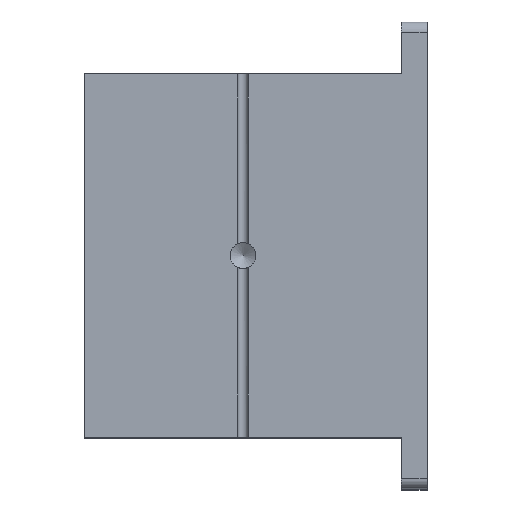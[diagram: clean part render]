
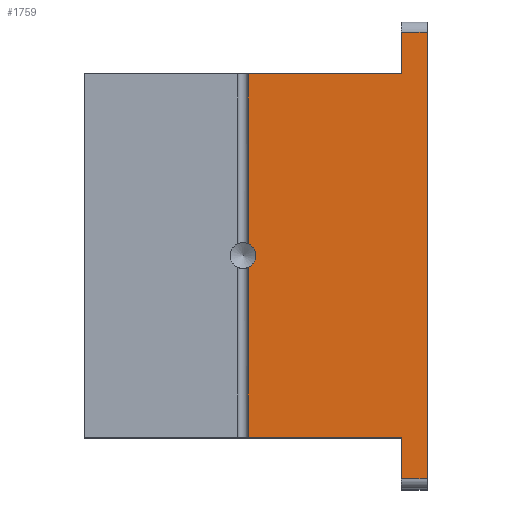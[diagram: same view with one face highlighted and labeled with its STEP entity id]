
A CAD part, top view. The second image highlights one B-rep face of the part: STEP entity #1759.
In plain terms, the highlighted planar face has unit normal (0, 0, 1).
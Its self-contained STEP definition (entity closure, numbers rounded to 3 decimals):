
#83=PLANE('',#1916);
#148=FACE_OUTER_BOUND('',#238,.T.);
#238=EDGE_LOOP('',(#1375,#1376,#1377,#1378,#1379,#1380,#1381,#1382,#1383,
#1384));
#311=CIRCLE('',#1855,2.489);
#392=LINE('',#2582,#568);
#394=LINE('',#2591,#570);
#400=LINE('',#2621,#576);
#405=LINE('',#2640,#581);
#417=LINE('',#2682,#593);
#422=LINE('',#2693,#598);
#425=LINE('',#2706,#601);
#429=LINE('',#2716,#605);
#490=LINE('',#2889,#666);
#568=VECTOR('',#2021,10.);
#570=VECTOR('',#2029,10.);
#576=VECTOR('',#2037,10.);
#581=VECTOR('',#2052,10.);
#593=VECTOR('',#2090,10.);
#598=VECTOR('',#2101,10.);
#601=VECTOR('',#2114,10.);
#605=VECTOR('',#2124,10.);
#666=VECTOR('',#2281,10.);
#746=VERTEX_POINT('',#2561);
#748=VERTEX_POINT('',#2581);
#750=VERTEX_POINT('',#2587);
#752=VERTEX_POINT('',#2590);
#757=VERTEX_POINT('',#2619);
#766=VERTEX_POINT('',#2639);
#782=VERTEX_POINT('',#2679);
#783=VERTEX_POINT('',#2681);
#790=VERTEX_POINT('',#2703);
#791=VERTEX_POINT('',#2705);
#918=EDGE_CURVE('',#748,#746,#392,.T.);
#922=EDGE_CURVE('',#752,#750,#394,.T.);
#929=EDGE_CURVE('',#750,#757,#400,.T.);
#938=EDGE_CURVE('',#766,#748,#405,.T.);
#956=EDGE_CURVE('',#746,#752,#311,.T.);
#959=EDGE_CURVE('',#782,#783,#417,.T.);
#965=EDGE_CURVE('',#757,#783,#422,.T.);
#971=EDGE_CURVE('',#790,#791,#425,.T.);
#977=EDGE_CURVE('',#790,#766,#429,.T.);
#1063=EDGE_CURVE('',#782,#791,#490,.T.);
#1375=ORIENTED_EDGE('',*,*,#922,.T.);
#1376=ORIENTED_EDGE('',*,*,#929,.T.);
#1377=ORIENTED_EDGE('',*,*,#965,.T.);
#1378=ORIENTED_EDGE('',*,*,#959,.F.);
#1379=ORIENTED_EDGE('',*,*,#1063,.T.);
#1380=ORIENTED_EDGE('',*,*,#971,.F.);
#1381=ORIENTED_EDGE('',*,*,#977,.T.);
#1382=ORIENTED_EDGE('',*,*,#938,.T.);
#1383=ORIENTED_EDGE('',*,*,#918,.T.);
#1384=ORIENTED_EDGE('',*,*,#956,.T.);
#1759=ADVANCED_FACE('',(#148),#83,.T.);
#1855=AXIS2_PLACEMENT_3D('',#2675,#2083,#2084);
#1916=AXIS2_PLACEMENT_3D('',#2888,#2279,#2280);
#2021=DIRECTION('',(0.,-1.,0.));
#2029=DIRECTION('',(0.,-1.,0.));
#2037=DIRECTION('',(1.,0.,0.));
#2052=DIRECTION('',(-1.,0.,0.));
#2083=DIRECTION('center_axis',(0.,0.,-1.));
#2084=DIRECTION('ref_axis',(1.,0.,0.));
#2090=DIRECTION('',(-1.,0.,0.));
#2101=DIRECTION('',(0.,-1.,0.));
#2114=DIRECTION('',(1.,0.,0.));
#2124=DIRECTION('',(0.,-1.,0.));
#2279=DIRECTION('center_axis',(0.,0.,1.));
#2280=DIRECTION('ref_axis',(1.,0.,0.));
#2281=DIRECTION('',(0.,1.,0.));
#2561=CARTESIAN_POINT('',(1.,2.279,100.25));
#2581=CARTESIAN_POINT('',(1.,35.,100.25));
#2582=CARTESIAN_POINT('',(1.,35.,100.25));
#2587=CARTESIAN_POINT('',(1.,-35.,100.25));
#2590=CARTESIAN_POINT('',(1.,-2.279,100.25));
#2591=CARTESIAN_POINT('',(1.,35.,100.25));
#2619=CARTESIAN_POINT('',(30.5,-35.,100.25));
#2621=CARTESIAN_POINT('',(-30.5,-35.,100.25));
#2639=CARTESIAN_POINT('',(30.5,35.,100.25));
#2640=CARTESIAN_POINT('',(30.5,35.,100.25));
#2675=CARTESIAN_POINT('Origin',(0.,0.,100.25));
#2679=CARTESIAN_POINT('',(35.5,-43.,100.25));
#2681=CARTESIAN_POINT('',(30.5,-43.,100.25));
#2682=CARTESIAN_POINT('',(16.5,-43.,100.25));
#2693=CARTESIAN_POINT('',(30.5,-35.,100.25));
#2703=CARTESIAN_POINT('',(30.5,43.,100.25));
#2705=CARTESIAN_POINT('',(35.5,43.,100.25));
#2706=CARTESIAN_POINT('',(16.5,43.,100.25));
#2716=CARTESIAN_POINT('',(30.5,45.,100.25));
#2888=CARTESIAN_POINT('Origin',(2.5,0.,100.25));
#2889=CARTESIAN_POINT('',(35.5,-45.,100.25));
